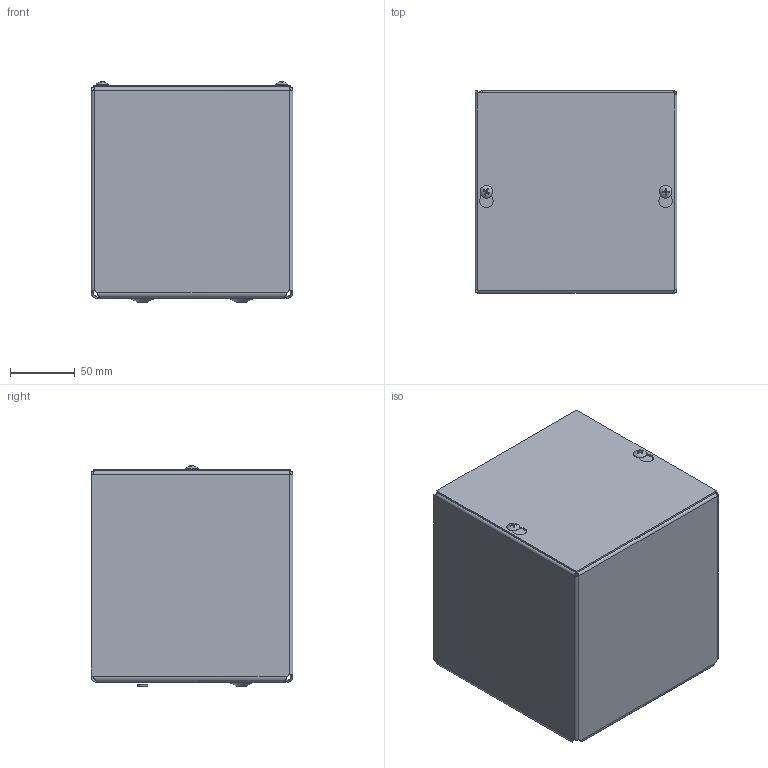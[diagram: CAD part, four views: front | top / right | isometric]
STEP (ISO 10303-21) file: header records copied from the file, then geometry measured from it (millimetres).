
FILE_DESCRIPTION(/* description */ ('SC_GNK, 6" X 6" X 6", NEMA1, GALV.'),/* implementation_level */ '2;1');
FILE_NAME(/* name */ 'SC060606GNK.stp',/* time_stamp */ '2023-08-19T15:16:01-05:00',/* author */ ('kadelman'),/* organization */ (''),/* preprocessor_version */ 'ST-DEVELOPER v18.1',/* originating_system */ 'Autodesk Inventor 2020',/* authorisation */ '');
FILE_SCHEMA (('AUTOMOTIVE_DESIGN { 1 0 10303 214 3 1 1 }'));
Length unit declared in the file: inch
Products named in the file (5): SC060606GNK; SC0606GBKP; SC060606GNKWRA; SC0606GLPA; 34056
Assembly tree (5 placements, depth 2):
  SC060606GNK
    SC0606GBKP
    SC060606GNKWRA
    SC0606GLPA
    34056  x2
Bounding box: 155.57 x 155.57 x 169.92 mm (x, y, z)
Volume: 257153.8 mm3; surface area: 333811 mm2
Topology: 5 solids, 5 shells, 294 faces, 777 edges, 496 vertices
Faces by surface type: plane 109, cylinder 63, bspline 40, torus 36, cone 28, sphere 18
Full cylindrical faces by diameter (mm): 3.734 x2, 4.166 x2, 4.191 x1, 5.803 x1, 7.62 x4, 9.754 x2
Entity records: 9716 total; most frequent: CARTESIAN_POINT 2858, ORIENTED_EDGE 1370, DIRECTION 1283, EDGE_CURVE 685, AXIS2_PLACEMENT_3D 464, VERTEX_POINT 445, LINE 355, VECTOR 355
